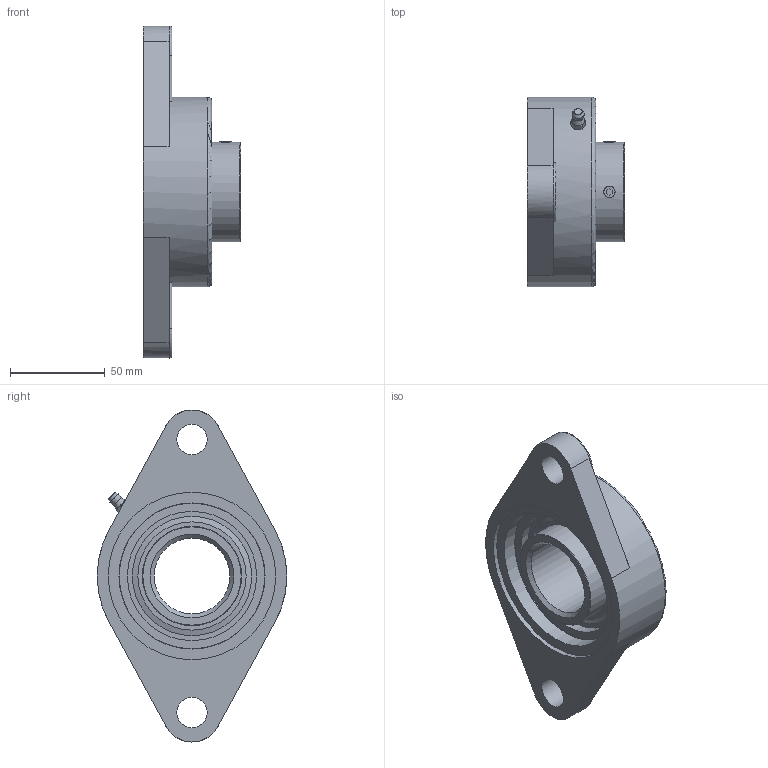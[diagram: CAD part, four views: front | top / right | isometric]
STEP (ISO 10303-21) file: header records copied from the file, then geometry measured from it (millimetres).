
FILE_DESCRIPTION(/* description */ ('STEP AP203'),/* implementation_level */ '2;1');
FILE_NAME(/* name */ 'MOVET+Flange bearing 2-hole+SFL+SFL208+40+0 (hochMUC)',/* time_stamp */ '2023-08-11T10:08:12+02:00',/* author */ ('License CC BY-ND 4.0'),/* organization */ ('CADENAS'),/* preprocessor_version */ 'ST-DEVELOPER v19.3',/* originating_system */ 'PARTsolutions',/* authorisation */ ' ');
FILE_SCHEMA (('CONFIG_CONTROL_DESIGN'));
Length unit declared in the file: millimetre
Products named in the file (3): MOVET+Flange bearing 2-hole+SFL+SFL208+40+0 (hochMUC); MOVET+Bearing insert+MUC+40_(hoch); MOVET+Flange bearing+NFL+SFL208+W+40 (hoch)_g
Assembly tree (2 placements, depth 2):
  MOVET+Flange bearing 2-hole+SFL+SFL208+40+0 (hochMUC)
    MOVET+Bearing insert+MUC+40_(hoch)
    MOVET+Flange bearing+NFL+SFL208+W+40 (hoch)_g
Bounding box: 51.2 x 100 x 175 mm (x, y, z)
Volume: 235834.6 mm3; surface area: 62087.3 mm2
Topology: 2 solids, 2 shells, 100 faces, 219 edges, 136 vertices
Faces by surface type: plane 50, cylinder 21, cone 17, torus 10, sphere 2
Full cylindrical faces by diameter (mm): 6 x3, 16 x2, 40 x1, 52.4 x2, 68.12 x2, 77 x2, 85 x1, 88.3 x1, 100 x1
Entity records: 3109 total; most frequent: CARTESIAN_POINT 541, DIRECTION 438, ORIENTED_EDGE 372, EDGE_CURVE 186, AXIS2_PLACEMENT_3D 180, EDGE_LOOP 152, FACE_BOUND 152, VERTEX_POINT 134
